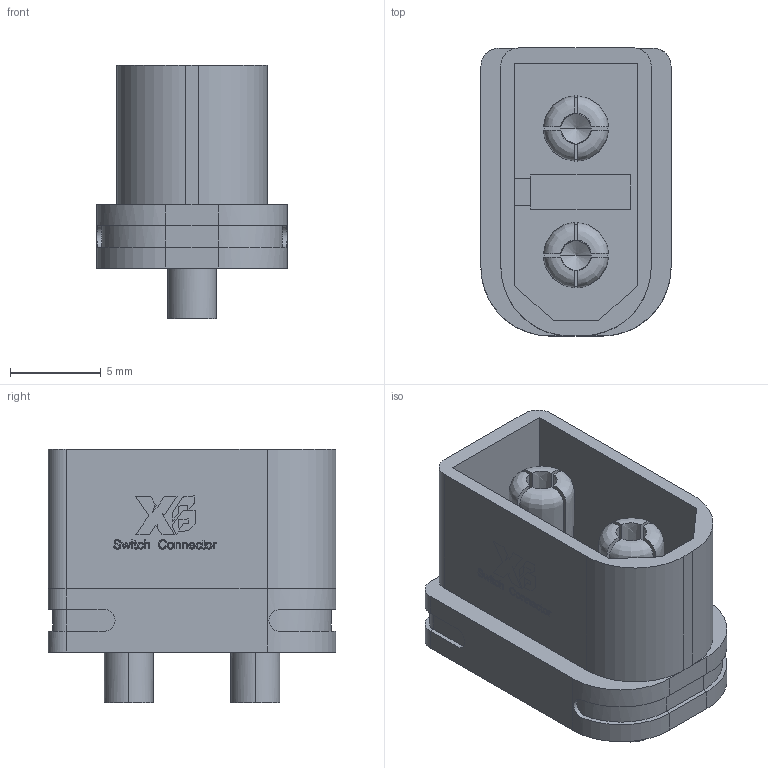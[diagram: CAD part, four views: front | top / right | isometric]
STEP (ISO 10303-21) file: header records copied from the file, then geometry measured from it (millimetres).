
FILE_DESCRIPTION(('STEP AP242'),'1');
FILE_NAME('xb-pm3516-atx60c-m-0330.stp','2024-06-12T10:58:54',('TraceParts'),('TraceParts S.A.'),'Spatial InterOp 3D',' ',' ');
FILE_SCHEMA(('AP242_MANAGED_MODEL_BASED_3D_ENGINEERING_MIM_LF {1 0 10303 442 1 1 4}'));
Length unit declared in the file: millimetre
Products named in the file (1): xb-pm3516-atx60c-m-0330_1
Bounding box: 10.5 x 15.9 x 14 mm (x, y, z)
Volume: 896.4 mm3; surface area: 1778 mm2
Topology: 41 solids, 41 shells, 928 faces, 2341 edges, 1542 vertices
Faces by surface type: bspline 696, plane 232
Entity records: 34861 total; most frequent: CARTESIAN_POINT 19015, ORIENTED_EDGE 4674, EDGE_CURVE 2337, B_SPLINE_CURVE_WITH_KNOTS 2163, VERTEX_POINT 1542, EDGE_LOOP 999, ADVANCED_FACE 928, FACE_OUTER_BOUND 928
